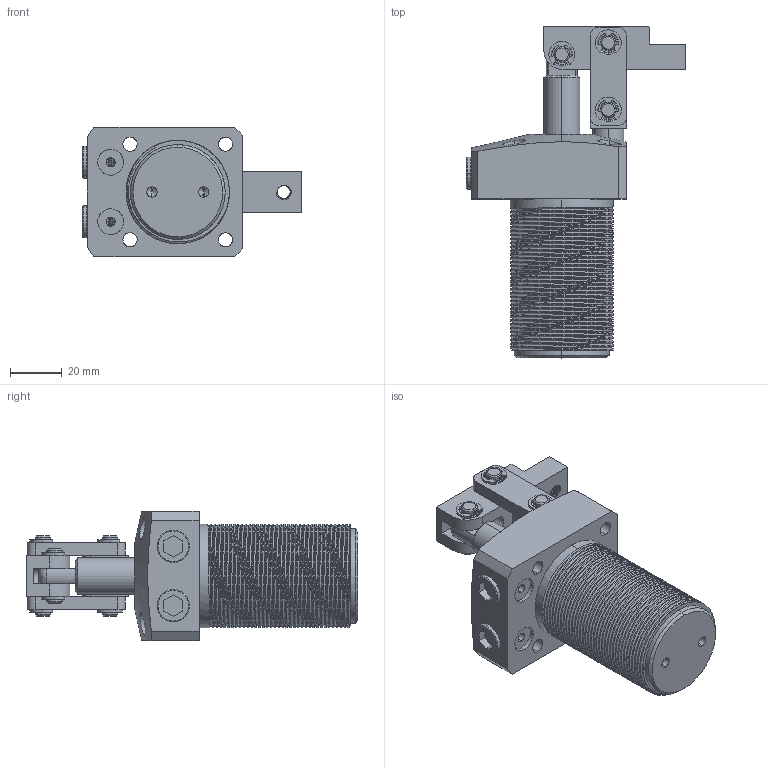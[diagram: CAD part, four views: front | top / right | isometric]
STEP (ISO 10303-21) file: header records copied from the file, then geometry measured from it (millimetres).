
FILE_DESCRIPTION (( 'STEP AP214' ), '1' );
FILE_NAME ('LHC01D-25.STEP', '2019-04-19T06:45:06', ( '' ), ( '' ), 'SwSTEP 2.0', 'SolidWorks 2016', '' );
FILE_SCHEMA (( 'AUTOMOTIVE_DESIGN' ));
Length unit declared in the file: millimetre
Products named in the file (12): LHC01D-32-01; CPLCU-25-04; CPLCU-25-03; CPLCU-25-09; CPLCU-25-02; CPLCU-25-01; LHC01D25活塞杆; CPLCU-25-05; LHC01D-25-01; LHC01D-25; M4ningjin; 黑芛
Assembly tree (24 placements, depth 2):
  LHC01D-25
    LHC01D-25-01
    CPLCU-25-05
    LHC01D25活塞杆
    CPLCU-25-01
    CPLCU-25-02  x2
    CPLCU-25-09  x6
    CPLCU-25-03
    CPLCU-25-04  x2
    LHC01D-32-01  x6
    黑芛  x2
    M4ningjin
Bounding box: 85 x 128.5 x 50 mm (x, y, z)
Volume: 151506.5 mm3; surface area: 53558.2 mm2
Topology: 24 solids, 24 shells, 843 faces, 2518 edges, 1748 vertices
Faces by surface type: cylinder 403, cone 186, plane 178, bspline 72, torus 4
Entity records: 68879 total; most frequent: CARTESIAN_POINT 53589, ORIENTED_EDGE 3778, DIRECTION 2092, EDGE_CURVE 1889, VERTEX_POINT 1354, B_SPLINE_CURVE_WITH_KNOTS 1084, AXIS2_PLACEMENT_3D 781, EDGE_LOOP 647
